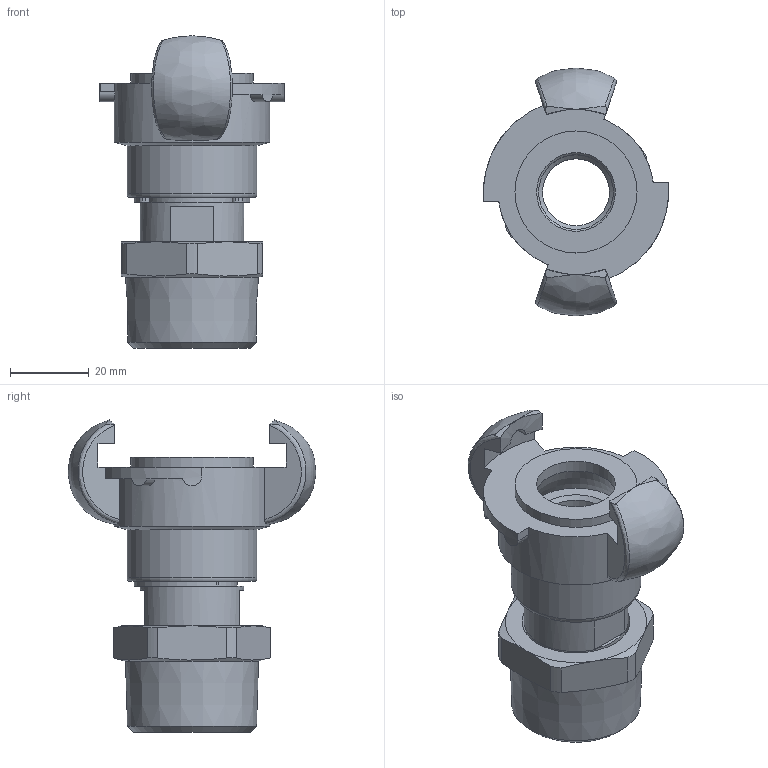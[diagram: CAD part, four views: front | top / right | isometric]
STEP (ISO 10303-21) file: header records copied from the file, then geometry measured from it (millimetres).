
FILE_DESCRIPTION(/* description */ (''),/* implementation_level */ '2;1');
FILE_NAME(/* name */ 'KAG 10-DR.stp',/* time_stamp */ '2020-03-27T08:10:14+01:00',/* author */ ('schnellinger'),/* organization */ (''),/* preprocessor_version */ 'ST-DEVELOPER v17',/* originating_system */ 'Autodesk Inventor 2018',/* authorisation */ '0 mm^3');
FILE_SCHEMA (('AUTOMOTIVE_DESIGN { 1 0 10303 214 3 1 1 }'));
Length unit declared in the file: millimetre
Products named in the file (1): ENG-006026_Shrinkwrap_1
Bounding box: 47 x 62.97 x 79.3 mm (x, y, z)
Volume: 47448.1 mm3; surface area: 23606.8 mm2
Topology: 1 solids, 1 shells, 138 faces, 367 edges, 245 vertices
Faces by surface type: plane 51, cylinder 51, cone 19, torus 7, bspline 6, sphere 4
Full cylindrical faces by diameter (mm): 17 x1, 19 x1, 20 x1, 22.2 x1, 23 x1, 24.117 x1, 25.5 x1, 25.8 x1, 26.4 x3, 26.5 x1, 26.7 x2, 29.8 x2, 30 x1, 30.2 x1, 30.4 x1, 31 x1, 33 x1, 39.5 x1
Entity records: 5272 total; most frequent: CARTESIAN_POINT 1584, DIRECTION 759, ORIENTED_EDGE 734, EDGE_CURVE 367, AXIS2_PLACEMENT_3D 320, VERTEX_POINT 245, CIRCLE 187, EDGE_LOOP 156
